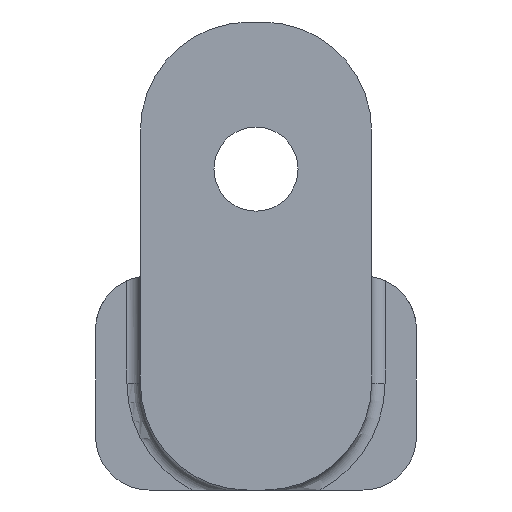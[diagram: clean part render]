
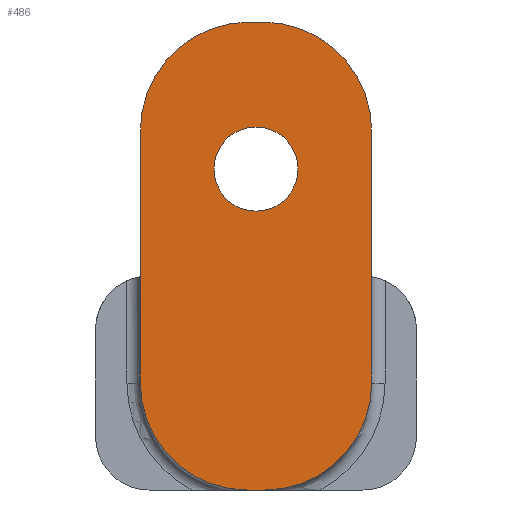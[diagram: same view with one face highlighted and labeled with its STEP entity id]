
A CAD part, front view. The second image highlights one B-rep face of the part: STEP entity #486.
In plain terms, the highlighted planar face has unit normal (0, -1, 0).
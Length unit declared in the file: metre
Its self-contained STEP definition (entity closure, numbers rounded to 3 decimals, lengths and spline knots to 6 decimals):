
#40=CIRCLE('',#531,0.004);
#42=CIRCLE('',#534,0.004);
#43=CIRCLE('',#536,0.001572);
#44=CIRCLE('',#538,0.00408);
#45=CIRCLE('',#539,0.00408);
#91=ORIENTED_EDGE('',*,*,#232,.T.);
#92=ORIENTED_EDGE('',*,*,#234,.F.);
#93=ORIENTED_EDGE('',*,*,#235,.T.);
#94=ORIENTED_EDGE('',*,*,#236,.F.);
#95=ORIENTED_EDGE('',*,*,#237,.T.);
#96=ORIENTED_EDGE('',*,*,#238,.T.);
#97=ORIENTED_EDGE('',*,*,#229,.T.);
#98=ORIENTED_EDGE('',*,*,#226,.F.);
#99=ORIENTED_EDGE('',*,*,#233,.F.);
#226=EDGE_CURVE('',#299,#291,#340,.T.);
#229=EDGE_CURVE('',#301,#291,#40,.T.);
#232=EDGE_CURVE('',#299,#303,#42,.T.);
#233=EDGE_CURVE('',#304,#304,#43,.T.);
#234=EDGE_CURVE('',#305,#303,#343,.T.);
#235=EDGE_CURVE('',#305,#306,#44,.T.);
#236=EDGE_CURVE('',#307,#306,#344,.T.);
#237=EDGE_CURVE('',#307,#308,#45,.T.);
#238=EDGE_CURVE('',#308,#301,#345,.T.);
#291=VERTEX_POINT('',#754);
#299=VERTEX_POINT('',#776);
#301=VERTEX_POINT('',#781);
#303=VERTEX_POINT('',#788);
#304=VERTEX_POINT('',#792);
#305=VERTEX_POINT('',#795);
#306=VERTEX_POINT('',#797);
#307=VERTEX_POINT('',#799);
#308=VERTEX_POINT('',#801);
#340=LINE('',#777,#379);
#343=LINE('',#794,#382);
#344=LINE('',#798,#383);
#345=LINE('',#802,#384);
#379=VECTOR('',#605,1.);
#382=VECTOR('',#626,1.);
#383=VECTOR('',#629,1.);
#384=VECTOR('',#632,1.);
#414=EDGE_LOOP('',(#91,#92,#93,#94,#95,#96,#97,#98));
#415=EDGE_LOOP('',(#99));
#445=FACE_BOUND('',#414,.T.);
#446=FACE_BOUND('',#415,.T.);
#471=PLANE('',#537);
#486=ADVANCED_FACE('',(#445,#446),#471,.T.);
#531=AXIS2_PLACEMENT_3D('',#783,#611,#612);
#534=AXIS2_PLACEMENT_3D('',#789,#618,#619);
#536=AXIS2_PLACEMENT_3D('',#791,#622,#623);
#537=AXIS2_PLACEMENT_3D('',#793,#624,#625);
#538=AXIS2_PLACEMENT_3D('',#796,#627,#628);
#539=AXIS2_PLACEMENT_3D('',#800,#630,#631);
#605=DIRECTION('',(-1.,0.,0.));
#611=DIRECTION('',(0.,-1.,0.));
#612=DIRECTION('',(0.,0.,-1.));
#618=DIRECTION('',(0.,-1.,0.));
#619=DIRECTION('',(0.,0.,-1.));
#622=DIRECTION('',(0.,-1.,0.));
#623=DIRECTION('',(0.,0.,-1.));
#624=DIRECTION('',(0.,-1.,0.));
#625=DIRECTION('',(1.,0.,0.));
#626=DIRECTION('',(0.,0.,-1.));
#627=DIRECTION('',(0.,-1.,0.));
#628=DIRECTION('',(0.,0.,-1.));
#629=DIRECTION('',(1.,0.,0.));
#630=DIRECTION('',(0.,-1.,0.));
#631=DIRECTION('',(0.,0.,-1.));
#632=DIRECTION('',(0.,0.,-1.));
#754=CARTESIAN_POINT('',(-0.046975,-0.0015,0.07075));
#776=CARTESIAN_POINT('',(-0.046325,-0.0015,0.07075));
#777=CARTESIAN_POINT('',(-0.04665,-0.0015,0.07075));
#781=CARTESIAN_POINT('',(-0.050975,-0.0015,0.07475));
#783=CARTESIAN_POINT('',(-0.046975,-0.0015,0.07475));
#788=CARTESIAN_POINT('',(-0.042325,-0.0015,0.07475));
#789=CARTESIAN_POINT('',(-0.046325,-0.0015,0.07475));
#791=CARTESIAN_POINT('',(-0.04665,-0.0015,0.08275));
#792=CARTESIAN_POINT('',(-0.04665,-0.0015,0.081178));
#793=CARTESIAN_POINT('',(0.09105,-0.0015,0.));
#794=CARTESIAN_POINT('',(-0.042325,-0.0015,0.08346));
#795=CARTESIAN_POINT('',(-0.042325,-0.0015,0.08417));
#796=CARTESIAN_POINT('',(-0.046405,-0.0015,0.08417));
#797=CARTESIAN_POINT('',(-0.046405,-0.0015,0.08825));
#798=CARTESIAN_POINT('',(-0.04665,-0.0015,0.08825));
#799=CARTESIAN_POINT('',(-0.046895,-0.0015,0.08825));
#800=CARTESIAN_POINT('',(-0.046895,-0.0015,0.08417));
#801=CARTESIAN_POINT('',(-0.050975,-0.0015,0.08417));
#802=CARTESIAN_POINT('',(-0.050975,-0.0015,0.08346));
